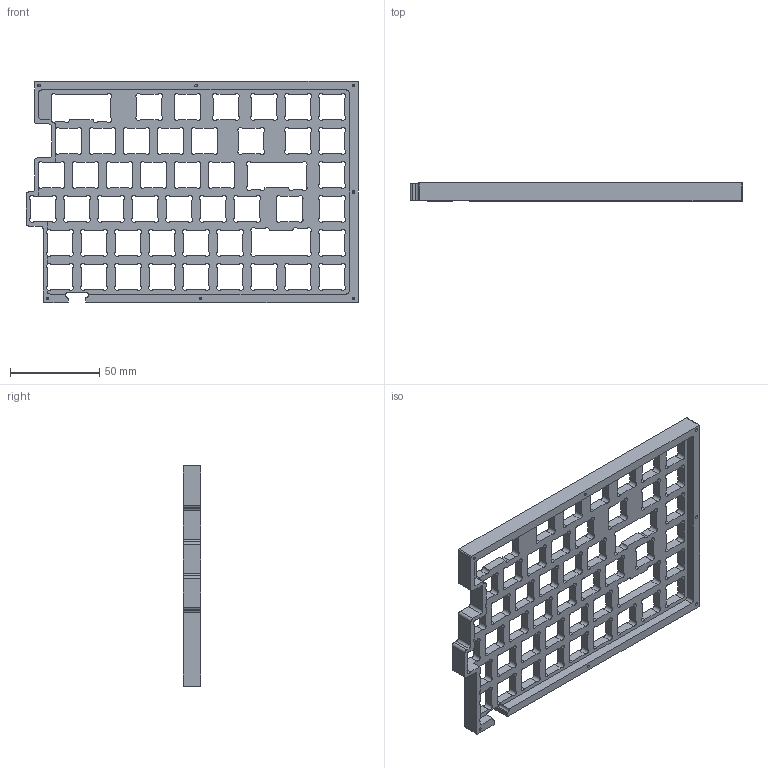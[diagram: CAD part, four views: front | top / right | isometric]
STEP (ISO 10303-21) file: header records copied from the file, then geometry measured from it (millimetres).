
FILE_DESCRIPTION (( 'STEP AP214' ), '1' );
FILE_NAME ('EnclosedPlate-Right.STEP', '2022-06-11T05:32:29', ( '' ), ( '' ), 'SwSTEP 2.0', 'SolidWorks 2022', '' );
FILE_SCHEMA (( 'AUTOMOTIVE_DESIGN' ));
Length unit declared in the file: millimetre
Products named in the file (1): EnclosedPlate-Right
Bounding box: 185.97 x 10 x 124.3 mm (x, y, z)
Volume: 69064.9 mm3; surface area: 46912 mm2
Topology: 1 solids, 1 shells, 616 faces, 1844 edges, 1217 vertices
Faces by surface type: cylinder 343, plane 259, cone 14
Entity records: 21263 total; most frequent: DIRECTION 3761, CARTESIAN_POINT 3664, ORIENTED_EDGE 3660, EDGE_CURVE 1830, AXIS2_PLACEMENT_3D 1314, VERTEX_POINT 1217, LINE 1133, VECTOR 1133
